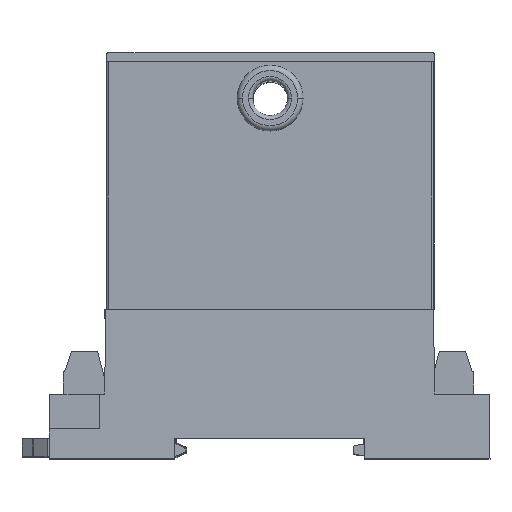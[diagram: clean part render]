
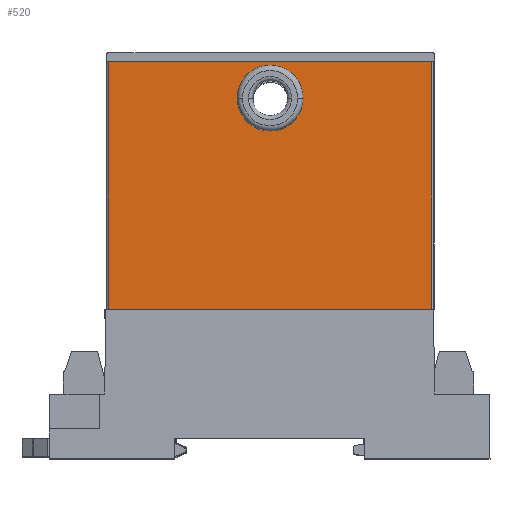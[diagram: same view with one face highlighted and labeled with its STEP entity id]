
A CAD part, top view. The second image highlights one B-rep face of the part: STEP entity #520.
In plain terms, the highlighted planar face has unit normal (0, 0, 1).
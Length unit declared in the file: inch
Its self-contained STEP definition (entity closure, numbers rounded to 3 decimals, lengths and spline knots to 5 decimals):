
#115 = VERTEX_POINT ( 'NONE', #5085 ) ;
#117 = EDGE_CURVE ( 'NONE', #211, #115, #5084, .T. ) ;
#124 = EDGE_CURVE ( 'NONE', #125, #197, #5069, .T. ) ;
#125 = VERTEX_POINT ( 'NONE', #5065 ) ;
#197 = VERTEX_POINT ( 'NONE', #5487 ) ;
#211 = VERTEX_POINT ( 'NONE', #5408 ) ;
#301 = VERTEX_POINT ( 'NONE', #5583 ) ;
#302 = ORIENTED_EDGE ( 'NONE', *, *, #303, .F. ) ;
#303 = EDGE_CURVE ( 'NONE', #301, #524, #5582, .T. ) ;
#304 = EDGE_LOOP ( 'NONE', ( #305, #306, #307, #309 ) ) ;
#305 = ORIENTED_EDGE ( 'NONE', *, *, #402, .F. ) ;
#306 = ORIENTED_EDGE ( 'NONE', *, *, #124, .T. ) ;
#307 = ORIENTED_EDGE ( 'NONE', *, *, #308, .T. ) ;
#308 = EDGE_CURVE ( 'NONE', #197, #211, #5577, .T. ) ;
#309 = ORIENTED_EDGE ( 'NONE', *, *, #117, .T. ) ;
#402 = EDGE_CURVE ( 'NONE', #125, #115, #5646, .T. ) ;
#520 = ADVANCED_FACE ( 'NONE', ( #5829, #5828 ), #5827, .T. ) ;
#521 = EDGE_LOOP ( 'NONE', ( #522, #302 ) ) ;
#522 = ORIENTED_EDGE ( 'NONE', *, *, #523, .F. ) ;
#523 = EDGE_CURVE ( 'NONE', #524, #301, #5822, .T. ) ;
#524 = VERTEX_POINT ( 'NONE', #5817 ) ;
#5065 = CARTESIAN_POINT ( 'NONE',  ( -1.63091, 1.26028, -0.32905 ) ) ;
#5066 = DIRECTION ( 'NONE',  ( 0., -1., 0. ) ) ;
#5067 = VECTOR ( 'NONE', #5066, 39.37008 ) ;
#5068 = CARTESIAN_POINT ( 'NONE',  ( -1.63091, -0.58472, -0.32905 ) ) ;
#5069 = LINE ( 'NONE', #5068, #5067 ) ;
#5081 = DIRECTION ( 'NONE',  ( 0., 1., 0. ) ) ;
#5082 = VECTOR ( 'NONE', #5081, 39.37008 ) ;
#5083 = CARTESIAN_POINT ( 'NONE',  ( 0.78024, -0.58472, -0.32905 ) ) ;
#5084 = LINE ( 'NONE', #5083, #5082 ) ;
#5085 = CARTESIAN_POINT ( 'NONE',  ( 0.78024, 1.26028, -0.32905 ) ) ;
#5408 = CARTESIAN_POINT ( 'NONE',  ( 0.78024, -0.58472, -0.32905 ) ) ;
#5487 = CARTESIAN_POINT ( 'NONE',  ( -1.63091, -0.58472, -0.32905 ) ) ;
#5574 = DIRECTION ( 'NONE',  ( 1., 0., 0. ) ) ;
#5575 = VECTOR ( 'NONE', #5574, 39.37008 ) ;
#5576 = CARTESIAN_POINT ( 'NONE',  ( -1.64074, -0.58472, -0.32905 ) ) ;
#5577 = LINE ( 'NONE', #5576, #5575 ) ;
#5578 = DIRECTION ( 'NONE',  ( 1., 0., 0. ) ) ;
#5579 = DIRECTION ( 'NONE',  ( 0., 0., 1. ) ) ;
#5580 = CARTESIAN_POINT ( 'NONE',  ( -0.42534, 0.98828, -0.32905 ) ) ;
#5581 = AXIS2_PLACEMENT_3D ( 'NONE', #5580, #5579, #5578 ) ;
#5582 = CIRCLE ( 'NONE', #5581, 0.1475 ) ;
#5583 = CARTESIAN_POINT ( 'NONE',  ( -0.57284, 0.98828, -0.32905 ) ) ;
#5646 = LINE ( 'NONE', #5663, #5662 ) ;
#5661 = DIRECTION ( 'NONE',  ( 1., 0., 0. ) ) ;
#5662 = VECTOR ( 'NONE', #5661, 39.37008 ) ;
#5663 = CARTESIAN_POINT ( 'NONE',  ( -1.64074, 1.26028, -0.32905 ) ) ;
#5817 = CARTESIAN_POINT ( 'NONE',  ( -0.27784, 0.98828, -0.32905 ) ) ;
#5818 = DIRECTION ( 'NONE',  ( 1., 0., 0. ) ) ;
#5819 = DIRECTION ( 'NONE',  ( 0., 0., 1. ) ) ;
#5820 = CARTESIAN_POINT ( 'NONE',  ( -0.42534, 0.98828, -0.32905 ) ) ;
#5821 = AXIS2_PLACEMENT_3D ( 'NONE', #5820, #5819, #5818 ) ;
#5822 = CIRCLE ( 'NONE', #5821, 0.1475 ) ;
#5823 = DIRECTION ( 'NONE',  ( 1., 0., 0. ) ) ;
#5824 = DIRECTION ( 'NONE',  ( 0., 0., 1. ) ) ;
#5825 = CARTESIAN_POINT ( 'NONE',  ( -1.64074, -0.58472, -0.32905 ) ) ;
#5826 = AXIS2_PLACEMENT_3D ( 'NONE', #5825, #5824, #5823 ) ;
#5827 = PLANE ( 'NONE',  #5826 ) ;
#5828 = FACE_OUTER_BOUND ( 'NONE', #304, .T. ) ;
#5829 = FACE_BOUND ( 'NONE', #521, .T. ) ;
